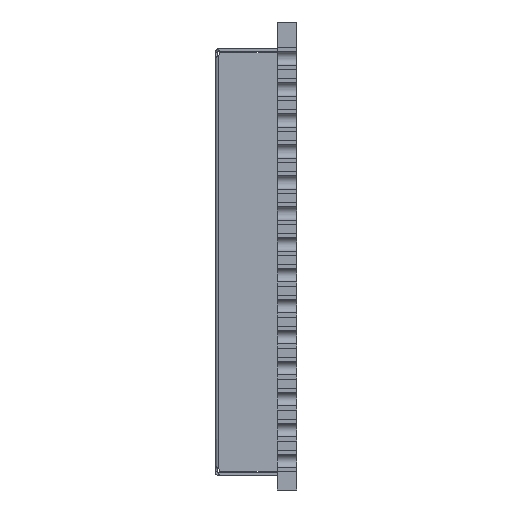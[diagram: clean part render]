
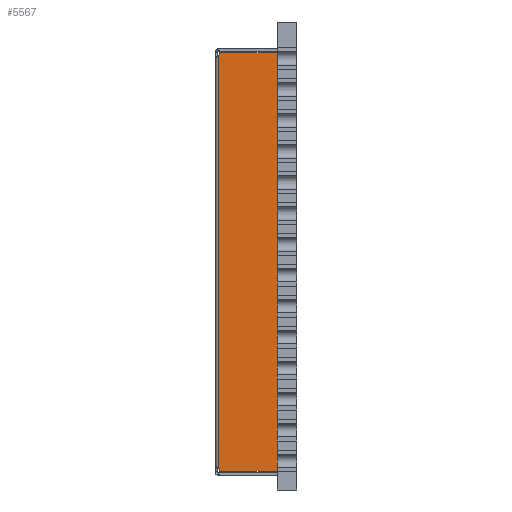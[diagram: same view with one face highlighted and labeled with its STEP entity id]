
A CAD part, left-side view. The second image highlights one B-rep face of the part: STEP entity #5567.
In plain terms, the highlighted planar face has unit normal (-1, 0, 0).
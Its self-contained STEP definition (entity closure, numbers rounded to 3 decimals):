
#939 = VERTEX_POINT ( 'NONE', #21995 ) ;
#1379 = CARTESIAN_POINT ( 'NONE',  ( -7.73, 0.8, 8.329 ) ) ;
#2450 = EDGE_CURVE ( 'NONE', #12061, #5214, #24657, .T. ) ;
#3879 = PLANE ( 'NONE',  #13051 ) ;
#4561 = CARTESIAN_POINT ( 'NONE',  ( -7.73, 0.8, 8.5 ) ) ;
#5194 = DIRECTION ( 'NONE',  ( 0., 0., 1. ) ) ;
#5214 = VERTEX_POINT ( 'NONE', #1379 ) ;
#5567 = ADVANCED_FACE ( 'NONE', ( #28602 ), #3879, .F. ) ;
#6550 = DIRECTION ( 'NONE',  ( 1., 0., 0. ) ) ;
#8069 = EDGE_CURVE ( 'NONE', #27197, #30615, #31056, .T. ) ;
#9655 = EDGE_CURVE ( 'NONE', #5214, #20030, #30130, .T. ) ;
#9886 = DIRECTION ( 'NONE',  ( 0., 0., -1. ) ) ;
#10317 = CARTESIAN_POINT ( 'NONE',  ( -7.73, 0.8, -8.829 ) ) ;
#11560 = DIRECTION ( 'NONE',  ( 0., 1., 0. ) ) ;
#12061 = VERTEX_POINT ( 'NONE', #23507 ) ;
#13051 = AXIS2_PLACEMENT_3D ( 'NONE', #26607, #29173, #21583 ) ;
#13674 = CARTESIAN_POINT ( 'NONE',  ( -7.73, 0., -8.829 ) ) ;
#14335 = EDGE_CURVE ( 'NONE', #12061, #939, #17623, .T. ) ;
#15460 = AXIS2_PLACEMENT_3D ( 'NONE', #26618, #6550, #11560 ) ;
#16548 = ORIENTED_EDGE ( 'NONE', *, *, #8069, .F. ) ;
#17304 = EDGE_CURVE ( 'NONE', #30615, #939, #23631, .T. ) ;
#17603 = CARTESIAN_POINT ( 'NONE',  ( -7.73, 3.2, 8.5 ) ) ;
#17623 = CIRCLE ( 'NONE', #15460, 0.2 ) ;
#17818 = DIRECTION ( 'NONE',  ( -1., 0., 0. ) ) ;
#18151 = CARTESIAN_POINT ( 'NONE',  ( -7.73, 3.378, -8.829 ) ) ;
#18189 = AXIS2_PLACEMENT_3D ( 'NONE', #18151, #17818, #25797 ) ;
#20030 = VERTEX_POINT ( 'NONE', #10317 ) ;
#20503 = CARTESIAN_POINT ( 'NONE',  ( -7.73, 3.178, -8.829 ) ) ;
#21583 = DIRECTION ( 'NONE',  ( 0., 1., 0. ) ) ;
#21995 = CARTESIAN_POINT ( 'NONE',  ( -7.73, 3.2, 8.238 ) ) ;
#22178 = ORIENTED_EDGE ( 'NONE', *, *, #2450, .F. ) ;
#22342 = LINE ( 'NONE', #13674, #28329 ) ;
#23045 = VECTOR ( 'NONE', #26415, 1000. ) ;
#23361 = VECTOR ( 'NONE', #9886, 1000. ) ;
#23457 = ORIENTED_EDGE ( 'NONE', *, *, #17304, .F. ) ;
#23507 = CARTESIAN_POINT ( 'NONE',  ( -7.73, 3.178, 8.329 ) ) ;
#23631 = LINE ( 'NONE', #17603, #30371 ) ;
#23823 = DIRECTION ( 'NONE',  ( 0., -1., 0. ) ) ;
#24657 = LINE ( 'NONE', #26300, #23045 ) ;
#25797 = DIRECTION ( 'NONE',  ( 0., -1., 0. ) ) ;
#26300 = CARTESIAN_POINT ( 'NONE',  ( -7.73, 3.25, 8.329 ) ) ;
#26415 = DIRECTION ( 'NONE',  ( 0., -1., 0. ) ) ;
#26607 = CARTESIAN_POINT ( 'NONE',  ( -7.73, 0., 0. ) ) ;
#26618 = CARTESIAN_POINT ( 'NONE',  ( -7.73, 3.378, 8.329 ) ) ;
#27197 = VERTEX_POINT ( 'NONE', #20503 ) ;
#28329 = VECTOR ( 'NONE', #23823, 1000. ) ;
#28602 = FACE_OUTER_BOUND ( 'NONE', #31073, .T. ) ;
#28621 = CARTESIAN_POINT ( 'NONE',  ( -7.73, 3.2, -8.738 ) ) ;
#28951 = ORIENTED_EDGE ( 'NONE', *, *, #9655, .F. ) ;
#29173 = DIRECTION ( 'NONE',  ( 1., 0., 0. ) ) ;
#30130 = LINE ( 'NONE', #4561, #23361 ) ;
#30371 = VECTOR ( 'NONE', #5194, 1000. ) ;
#30470 = EDGE_CURVE ( 'NONE', #27197, #20030, #22342, .T. ) ;
#30615 = VERTEX_POINT ( 'NONE', #28621 ) ;
#31056 = CIRCLE ( 'NONE', #18189, 0.2 ) ;
#31073 = EDGE_LOOP ( 'NONE', ( #22178, #32533, #23457, #16548, #31446, #28951 ) ) ;
#31446 = ORIENTED_EDGE ( 'NONE', *, *, #30470, .T. ) ;
#32533 = ORIENTED_EDGE ( 'NONE', *, *, #14335, .T. ) ;
